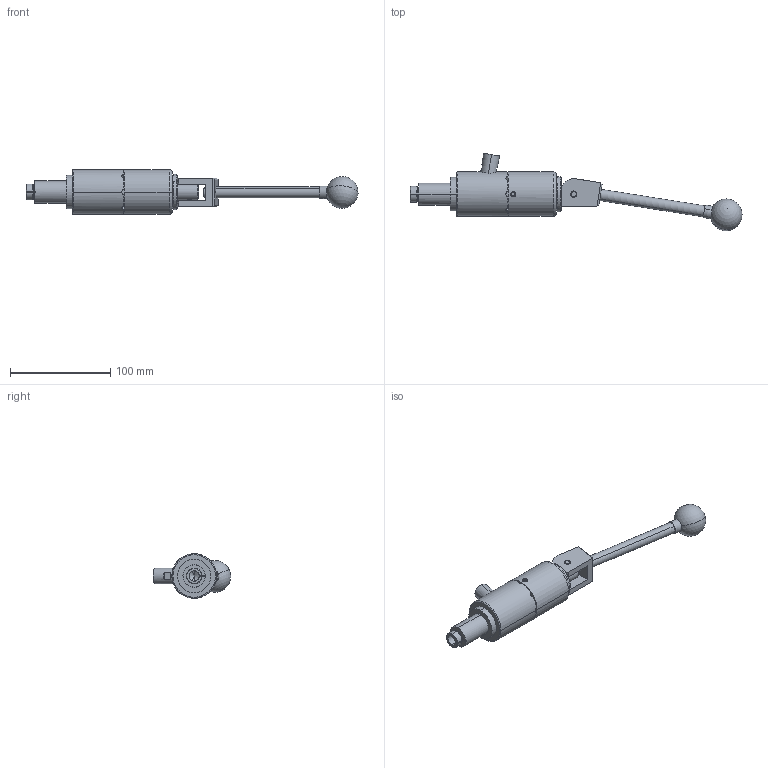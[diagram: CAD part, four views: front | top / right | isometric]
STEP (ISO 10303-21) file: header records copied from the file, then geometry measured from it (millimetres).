
FILE_DESCRIPTION (( 'STEP AP214' ), '1' );
FILE_NAME ('CTSC-003567.STEP', '2025-07-28T19:56:41', ( '' ), ( '' ), 'SwSTEP 2.0', 'SolidWorks 2023', '' );
FILE_SCHEMA (( 'AUTOMOTIVE_DESIGN' ));
Length unit declared in the file: inch
Products named in the file (1): CTSC-003567
Bounding box: 331.23 x 77.27 x 44.45 mm (x, y, z)
Volume: 218895.7 mm3; surface area: 47242.7 mm2
Topology: 7 solids, 8 shells, 266 faces, 649 edges, 411 vertices
Faces by surface type: cylinder 113, plane 95, cone 42, torus 11, bspline 3, sphere 2
Entity records: 12942 total; most frequent: CARTESIAN_POINT 3361, DIRECTION 1281, ORIENTED_EDGE 1280, EDGE_CURVE 640, AXIS2_PLACEMENT_3D 501, VERTEX_POINT 408, EDGE_LOOP 298, LINE 279
